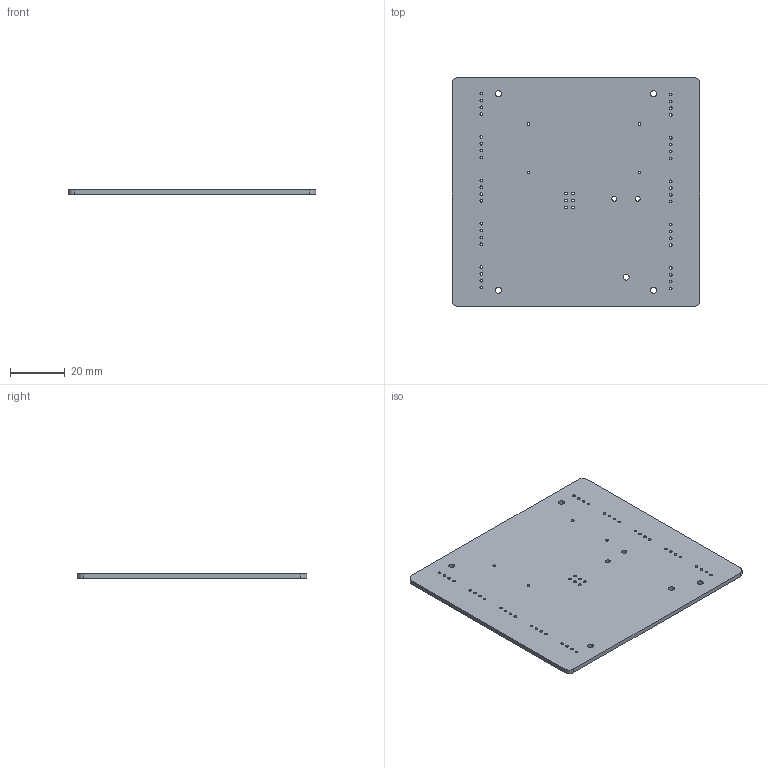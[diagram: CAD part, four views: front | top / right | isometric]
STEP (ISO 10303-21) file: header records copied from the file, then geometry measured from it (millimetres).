
FILE_DESCRIPTION(('KiCad electronic assembly'),'2;1');
FILE_NAME('esp32-wled.step','2022-12-16T14:35:03',('Pcbnew'),('Kicad'), 'Open CASCADE STEP processor 7.6','KiCad to STEP converter','Unknown' );
FILE_SCHEMA(('AUTOMOTIVE_DESIGN { 1 0 10303 214 1 1 1 1 }'));
Length unit declared in the file: millimetre
Products named in the file (2): esp32-wled 1; esp32-wled PCB
Assembly tree (1 placements, depth 2):
  esp32-wled 1
    esp32-wled PCB
Bounding box: 90.8 x 83.96 x 1.6 mm (x, y, z)
Volume: 12093.8 mm3; surface area: 15984.7 mm2
Topology: 1 solids, 1 shells, 67 faces, 195 edges, 130 vertices
Faces by surface type: cylinder 61, plane 6
Full cylindrical faces by diameter (mm): 0.95 x40, 1 x10, 1.8 x2, 2.2 x5
Entity records: 5101 total; most frequent: DIRECTION 845, CARTESIAN_POINT 784, ORIENTED_EDGE 390, PCURVE 390, DEFINITIONAL_REPRESENTATION 390, LINE 341, VECTOR 341, CIRCLE 244
